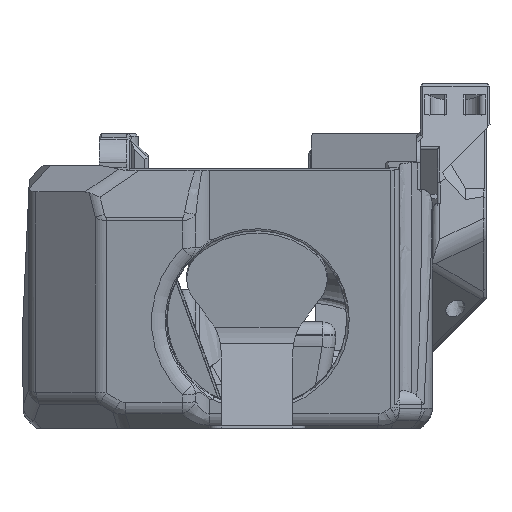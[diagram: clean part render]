
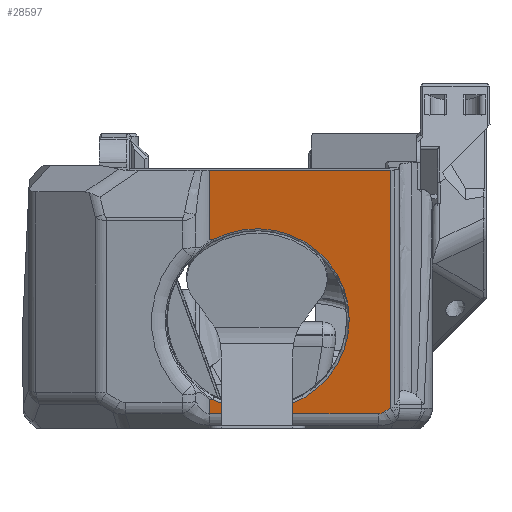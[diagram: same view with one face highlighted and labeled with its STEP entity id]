
A CAD part, left-side view. The second image highlights one B-rep face of the part: STEP entity #28597.
In plain terms, the highlighted planar face has unit normal (-0.985, 0, -0.174).
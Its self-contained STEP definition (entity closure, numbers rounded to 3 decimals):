
#217=CIRCLE('',#30050,14.4);
#1817=B_SPLINE_CURVE_WITH_KNOTS('',3,(#45274,#45275,#45276,#45277),
 .UNSPECIFIED.,.F.,.F.,(4,4),(0.,0.382),.UNSPECIFIED.);
#1830=B_SPLINE_CURVE_WITH_KNOTS('',3,(#45569,#45570,#45571,#45572),
 .UNSPECIFIED.,.F.,.F.,(4,4),(0.618,1.),.UNSPECIFIED.);
#2531=ELLIPSE('',#30670,3.203,2.);
#5327=ORIENTED_EDGE('',*,*,#12975,.F.);
#5328=ORIENTED_EDGE('',*,*,#11963,.T.);
#5329=ORIENTED_EDGE('',*,*,#13104,.T.);
#5330=ORIENTED_EDGE('',*,*,#13105,.F.);
#5331=ORIENTED_EDGE('',*,*,#13106,.T.);
#5332=ORIENTED_EDGE('',*,*,#13107,.T.);
#5333=ORIENTED_EDGE('',*,*,#13108,.F.);
#5334=ORIENTED_EDGE('',*,*,#13109,.T.);
#5335=ORIENTED_EDGE('',*,*,#12561,.F.);
#5336=ORIENTED_EDGE('',*,*,#12586,.F.);
#11963=EDGE_CURVE('',#16264,#16263,#217,.T.);
#12561=EDGE_CURVE('',#16667,#16668,#19304,.T.);
#12586=EDGE_CURVE('',#16685,#16667,#19323,.T.);
#12975=EDGE_CURVE('',#16264,#16685,#1817,.F.);
#13104=EDGE_CURVE('',#16263,#17051,#1830,.T.);
#13105=EDGE_CURVE('',#17052,#17051,#19659,.T.);
#13106=EDGE_CURVE('',#17052,#17053,#19660,.T.);
#13107=EDGE_CURVE('',#17053,#17054,#2531,.T.);
#13108=EDGE_CURVE('',#17055,#17054,#19661,.T.);
#13109=EDGE_CURVE('',#17055,#16668,#19662,.T.);
#16263=VERTEX_POINT('',#41045);
#16264=VERTEX_POINT('',#41047);
#16667=VERTEX_POINT('',#43564);
#16668=VERTEX_POINT('',#43566);
#16685=VERTEX_POINT('',#43625);
#17051=VERTEX_POINT('',#45573);
#17052=VERTEX_POINT('',#45575);
#17053=VERTEX_POINT('',#45577);
#17054=VERTEX_POINT('',#45579);
#17055=VERTEX_POINT('',#45581);
#19304=LINE('',#43565,#21746);
#19323=LINE('',#43626,#21765);
#19659=LINE('',#45574,#22101);
#19660=LINE('',#45576,#22102);
#19661=LINE('',#45580,#22103);
#19662=LINE('',#45582,#22104);
#21746=VECTOR('',#34004,1000.);
#21765=VECTOR('',#34041,1000.);
#22101=VECTOR('',#34865,1000.);
#22102=VECTOR('',#34866,1000.);
#22103=VECTOR('',#34869,1000.);
#22104=VECTOR('',#34870,1000.);
#24170=EDGE_LOOP('',(#5327,#5328,#5329,#5330,#5331,#5332,#5333,#5334,#5335,
#5336));
#25977=FACE_BOUND('',#24170,.T.);
#27520=PLANE('',#30669);
#28597=ADVANCED_FACE('',(#25977),#27520,.F.);
#30050=AXIS2_PLACEMENT_3D('',#41046,#33018,#33019);
#30669=AXIS2_PLACEMENT_3D('',#45568,#34863,#34864);
#30670=AXIS2_PLACEMENT_3D('',#45578,#34867,#34868);
#33018=DIRECTION('',(0.985,0.,0.174));
#33019=DIRECTION('',(0.174,0.,-0.985));
#34004=DIRECTION('',(0.,-1.,0.));
#34041=DIRECTION('',(-0.174,0.,0.985));
#34863=DIRECTION('',(0.985,0.,0.174));
#34864=DIRECTION('',(-0.174,0.,0.985));
#34865=DIRECTION('',(-0.174,0.,0.985));
#34866=DIRECTION('',(0.,-1.,0.));
#34867=DIRECTION('',(-0.985,0.,-0.174));
#34868=DIRECTION('',(-0.165,-0.304,0.938));
#34869=DIRECTION('',(0.097,0.829,-0.551));
#34870=DIRECTION('',(-0.174,0.,0.985));
#41045=CARTESIAN_POINT('',(-28.264,11.767,4.533));
#41046=CARTESIAN_POINT('',(-30.458,4.853,16.973));
#41047=CARTESIAN_POINT('',(-32.651,11.767,29.413));
#43564=CARTESIAN_POINT('',(-34.572,12.27,40.304));
#43565=CARTESIAN_POINT('',(-34.572,24.853,40.304));
#43566=CARTESIAN_POINT('',(-34.572,-16.002,40.304));
#43625=CARTESIAN_POINT('',(-32.66,12.27,29.463));
#43626=CARTESIAN_POINT('',(-31.185,12.27,21.099));
#45274=CARTESIAN_POINT('',(-32.66,12.27,29.463));
#45275=CARTESIAN_POINT('',(-32.657,12.102,29.442));
#45276=CARTESIAN_POINT('',(-32.654,11.935,29.425));
#45277=CARTESIAN_POINT('',(-32.651,11.767,29.413));
#45568=CARTESIAN_POINT('',(-31.185,24.853,21.099));
#45569=CARTESIAN_POINT('',(-28.264,11.767,4.533));
#45570=CARTESIAN_POINT('',(-28.262,11.935,4.52));
#45571=CARTESIAN_POINT('',(-28.259,12.102,4.503));
#45572=CARTESIAN_POINT('',(-28.255,12.27,4.482));
#45573=CARTESIAN_POINT('',(-28.255,12.27,4.482));
#45574=CARTESIAN_POINT('',(-31.185,12.27,21.099));
#45575=CARTESIAN_POINT('',(-27.864,12.27,2.262));
#45576=CARTESIAN_POINT('',(-27.864,-14.655,2.262));
#45577=CARTESIAN_POINT('',(-27.864,-14.07,2.262));
#45578=CARTESIAN_POINT('',(-28.404,-14.652,5.326));
#45579=CARTESIAN_POINT('',(-27.923,-15.07,2.597));
#45580=CARTESIAN_POINT('',(-27.821,-14.199,2.018));
#45581=CARTESIAN_POINT('',(-28.032,-16.002,3.216));
#45582=CARTESIAN_POINT('',(-7.663,-16.002,-112.301));
